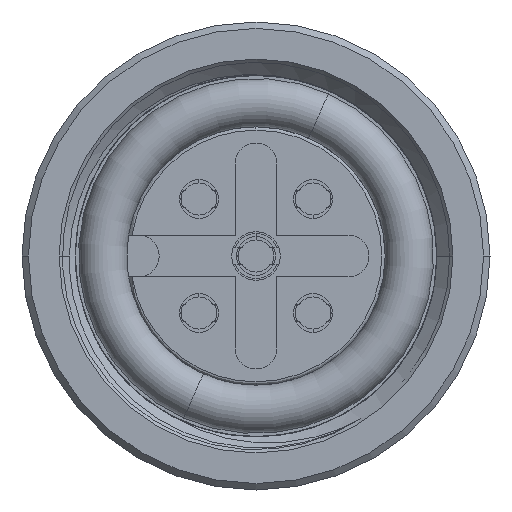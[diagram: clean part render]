
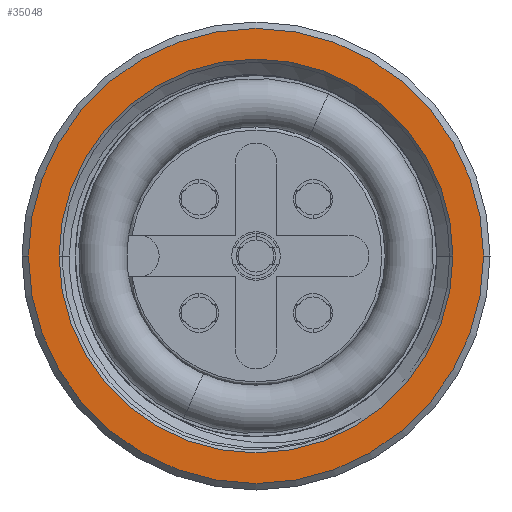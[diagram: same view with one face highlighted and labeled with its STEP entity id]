
A CAD part, left-side view. The second image highlights one B-rep face of the part: STEP entity #35048.
In plain terms, the highlighted face is planar.
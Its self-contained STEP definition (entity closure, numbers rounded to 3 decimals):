
#1449 = EDGE_CURVE ( 'NONE', #8394, #26444, #12083, .T. ) ;
#1767 = CARTESIAN_POINT ( 'NONE',  ( 11., 0., 0. ) ) ;
#4186 = FACE_OUTER_BOUND ( 'NONE', #34343, .T. ) ;
#5296 = EDGE_LOOP ( 'NONE', ( #21882, #10736 ) ) ;
#6808 = CARTESIAN_POINT ( 'NONE',  ( 11., 0., 0. ) ) ;
#8129 = DIRECTION ( 'NONE',  ( 1., 0., 0. ) ) ;
#8394 = VERTEX_POINT ( 'NONE', #22353 ) ;
#8982 = CARTESIAN_POINT ( 'NONE',  ( 11., 0., 0. ) ) ;
#9460 = CIRCLE ( 'NONE', #24708, 7.05 ) ;
#10153 = DIRECTION ( 'NONE',  ( -1., 0., 0. ) ) ;
#10239 = CARTESIAN_POINT ( 'NONE',  ( 11., 0., -7.05 ) ) ;
#10532 = DIRECTION ( 'NONE',  ( 0., 0., 1. ) ) ;
#10736 = ORIENTED_EDGE ( 'NONE', *, *, #11651, .T. ) ;
#11077 = CIRCLE ( 'NONE', #36528, 7.05 ) ;
#11651 = EDGE_CURVE ( 'NONE', #26444, #8394, #31996, .T. ) ;
#12083 = CIRCLE ( 'NONE', #37521, 6.1 ) ;
#12912 = AXIS2_PLACEMENT_3D ( 'NONE', #6808, #21561, #33315 ) ;
#16457 = ORIENTED_EDGE ( 'NONE', *, *, #23162, .T. ) ;
#17253 = ORIENTED_EDGE ( 'NONE', *, *, #33913, .T. ) ;
#17498 = VERTEX_POINT ( 'NONE', #10239 ) ;
#20274 = DIRECTION ( 'NONE',  ( 0., 0., 1. ) ) ;
#21561 = DIRECTION ( 'NONE',  ( -1., 0., 0. ) ) ;
#21882 = ORIENTED_EDGE ( 'NONE', *, *, #1449, .T. ) ;
#22353 = CARTESIAN_POINT ( 'NONE',  ( 11., 0., -6.1 ) ) ;
#22688 = AXIS2_PLACEMENT_3D ( 'NONE', #27674, #10153, #37436 ) ;
#23162 = EDGE_CURVE ( 'NONE', #36444, #17498, #9460, .T. ) ;
#23185 = CARTESIAN_POINT ( 'NONE',  ( 11., 0., 7.05 ) ) ;
#24303 = DIRECTION ( 'NONE',  ( -1., 0., 0. ) ) ;
#24708 = AXIS2_PLACEMENT_3D ( 'NONE', #29627, #8129, #20274 ) ;
#25282 = PLANE ( 'NONE',  #22688 ) ;
#25380 = CARTESIAN_POINT ( 'NONE',  ( 11., 0., 6.1 ) ) ;
#26444 = VERTEX_POINT ( 'NONE', #25380 ) ;
#27674 = CARTESIAN_POINT ( 'NONE',  ( 11., 7.25, 0. ) ) ;
#29627 = CARTESIAN_POINT ( 'NONE',  ( 11., 0., 0. ) ) ;
#30869 = DIRECTION ( 'NONE',  ( 0., 0., 1. ) ) ;
#31996 = CIRCLE ( 'NONE', #12912, 6.1 ) ;
#33315 = DIRECTION ( 'NONE',  ( 0., 0., 1. ) ) ;
#33913 = EDGE_CURVE ( 'NONE', #17498, #36444, #11077, .T. ) ;
#34343 = EDGE_LOOP ( 'NONE', ( #16457, #17253 ) ) ;
#35048 = ADVANCED_FACE ( 'NONE', ( #4186, #37043 ), #25282, .F. ) ;
#36444 = VERTEX_POINT ( 'NONE', #23185 ) ;
#36528 = AXIS2_PLACEMENT_3D ( 'NONE', #1767, #38395, #10532 ) ;
#37043 = FACE_BOUND ( 'NONE', #5296, .T. ) ;
#37436 = DIRECTION ( 'NONE',  ( 0., 0., 1. ) ) ;
#37521 = AXIS2_PLACEMENT_3D ( 'NONE', #8982, #24303, #30869 ) ;
#38395 = DIRECTION ( 'NONE',  ( 1., 0., 0. ) ) ;
